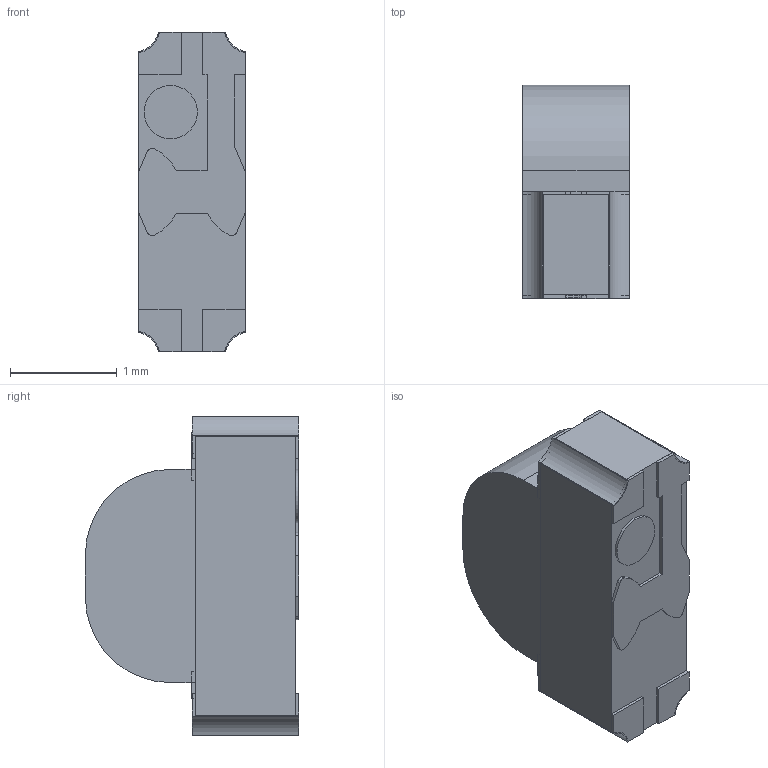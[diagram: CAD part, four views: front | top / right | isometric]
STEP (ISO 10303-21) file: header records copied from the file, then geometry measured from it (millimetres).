
FILE_DESCRIPTION (( 'STEP AP214' ), '1' );
FILE_NAME ('01-LS326CUG rev_B.STEP', '2017-09-19T07:36:20', ( 'liteon' ), ( '' ), 'SwSTEP 2.0', 'SolidWorks 2013', '' );
FILE_SCHEMA (( 'AUTOMOTIVE_DESIGN' ));
Length unit declared in the file: millimetre
Products named in the file (8): 01-LS326CUG revB_SOLDER PAD; 01-LS326CUG revB_BT; 01-LS326CUG rev_B; 01-LS326CUG revB_CHIP; 01-LS326CUG revB_CHIP PAD; 01-LS326CUG revB_MASK F; 01-LS326CUG revB_MASK B; 01-LS326CUG revB_LENS
Assembly tree (7 placements, depth 2):
  01-LS326CUG rev_B
    01-LS326CUG revB_BT
    01-LS326CUG revB_CHIP PAD
    01-LS326CUG revB_SOLDER PAD
    01-LS326CUG revB_MASK B
    01-LS326CUG revB_MASK F
    01-LS326CUG revB_CHIP
    01-LS326CUG revB_LENS
Bounding box: 1 x 2 x 3 mm (x, y, z)
Volume: 4.6 mm3; surface area: 32.7 mm2
Topology: 14 solids, 14 shells, 196 faces, 504 edges, 336 vertices
Faces by surface type: plane 125, cylinder 71
Entity records: 6363 total; most frequent: DIRECTION 1058, CARTESIAN_POINT 1046, ORIENTED_EDGE 1008, EDGE_CURVE 504, LINE 362, VECTOR 362, AXIS2_PLACEMENT_3D 348, VERTEX_POINT 336
